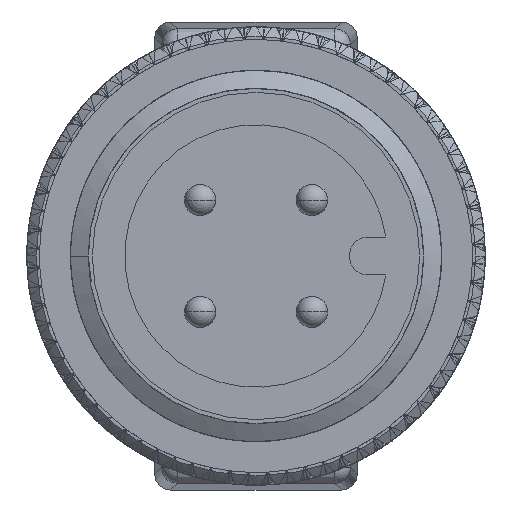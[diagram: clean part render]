
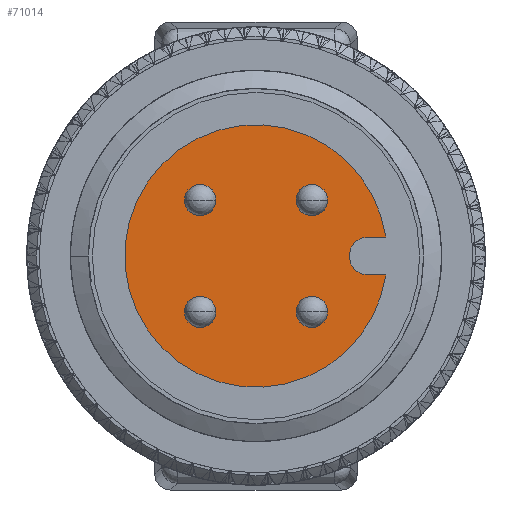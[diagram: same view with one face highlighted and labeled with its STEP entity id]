
A CAD part, left-side view. The second image highlights one B-rep face of the part: STEP entity #71014.
In plain terms, the highlighted planar face has unit normal (-1, 0, 0).
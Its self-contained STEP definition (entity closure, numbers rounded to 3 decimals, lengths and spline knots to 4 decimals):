
#22901=CARTESIAN_POINT('',(-285.1,0.,0.));
#22902=DIRECTION('',(-1.,0.,0.));
#22903=DIRECTION('',(0.,-0.989,0.145));
#22904=AXIS2_PLACEMENT_3D('',#22901,#22902,#22903);
#22919=CARTESIAN_POINT('',(-285.1,-3.55,0.));
#22920=DIRECTION('',(-1.,0.,0.));
#22921=DIRECTION('',(0.,0.,1.));
#22922=AXIS2_PLACEMENT_3D('',#22919,#22920,#22921);
#22924=DIRECTION('',(0.,-1.,0.));
#22925=VECTOR('',#22924,0.5564);
#22926=CARTESIAN_POINT('',(-285.1,-3.55,-0.6));
#22927=LINE('',#22926,#22925);
#22928=DIRECTION('',(0.,1.,0.));
#22929=VECTOR('',#22928,0.5564);
#22930=CARTESIAN_POINT('',(-285.1,-4.1064,0.6));
#22931=LINE('',#22930,#22929);
#22932=CARTESIAN_POINT('',(-285.1,-1.7678,-1.7678));
#22933=DIRECTION('',(1.,0.,0.));
#22934=DIRECTION('',(0.,-1.,0.));
#22935=AXIS2_PLACEMENT_3D('',#22932,#22933,#22934);
#22937=CARTESIAN_POINT('',(-285.1,-1.7678,-1.7678));
#22938=DIRECTION('',(1.,0.,0.));
#22939=DIRECTION('',(0.,1.,0.));
#22940=AXIS2_PLACEMENT_3D('',#22937,#22938,#22939);
#22942=CARTESIAN_POINT('',(-285.1,-1.7678,1.7678));
#22943=DIRECTION('',(1.,0.,0.));
#22944=DIRECTION('',(0.,-1.,0.));
#22945=AXIS2_PLACEMENT_3D('',#22942,#22943,#22944);
#22947=CARTESIAN_POINT('',(-285.1,-1.7678,1.7678));
#22948=DIRECTION('',(1.,0.,0.));
#22949=DIRECTION('',(0.,1.,0.));
#22950=AXIS2_PLACEMENT_3D('',#22947,#22948,#22949);
#22952=CARTESIAN_POINT('',(-285.1,1.7678,1.7678));
#22953=DIRECTION('',(1.,0.,0.));
#22954=DIRECTION('',(0.,-1.,0.));
#22955=AXIS2_PLACEMENT_3D('',#22952,#22953,#22954);
#22957=CARTESIAN_POINT('',(-285.1,1.7678,1.7678));
#22958=DIRECTION('',(1.,0.,0.));
#22959=DIRECTION('',(0.,1.,0.));
#22960=AXIS2_PLACEMENT_3D('',#22957,#22958,#22959);
#22962=CARTESIAN_POINT('',(-285.1,1.7678,-1.7678));
#22963=DIRECTION('',(1.,0.,0.));
#22964=DIRECTION('',(0.,-1.,0.));
#22965=AXIS2_PLACEMENT_3D('',#22962,#22963,#22964);
#22967=CARTESIAN_POINT('',(-285.1,1.7678,-1.7678));
#22968=DIRECTION('',(1.,0.,0.));
#22969=DIRECTION('',(0.,1.,0.));
#22970=AXIS2_PLACEMENT_3D('',#22967,#22968,#22969);
#32312=CARTESIAN_POINT('',(-285.1,-4.1064,0.6));
#32314=VERTEX_POINT('',#32312);
#32315=CARTESIAN_POINT('',(-285.1,-3.55,0.6));
#32316=CARTESIAN_POINT('',(-285.1,-3.55,-0.6));
#32317=VERTEX_POINT('',#32315);
#32318=VERTEX_POINT('',#32316);
#32319=CARTESIAN_POINT('',(-285.1,-4.1064,-0.6));
#32320=VERTEX_POINT('',#32319);
#32329=CARTESIAN_POINT('',(-285.1,-2.2678,-1.7678));
#32330=CARTESIAN_POINT('',(-285.1,-1.2678,-1.7678));
#32331=VERTEX_POINT('',#32329);
#32332=VERTEX_POINT('',#32330);
#32339=CARTESIAN_POINT('',(-285.1,-2.2678,1.7678));
#32340=CARTESIAN_POINT('',(-285.1,-1.2678,1.7678));
#32341=VERTEX_POINT('',#32339);
#32342=VERTEX_POINT('',#32340);
#32349=CARTESIAN_POINT('',(-285.1,1.2678,1.7678));
#32350=CARTESIAN_POINT('',(-285.1,2.2678,1.7678));
#32351=VERTEX_POINT('',#32349);
#32352=VERTEX_POINT('',#32350);
#32359=CARTESIAN_POINT('',(-285.1,1.2678,-1.7678));
#32360=CARTESIAN_POINT('',(-285.1,2.2678,-1.7678));
#32361=VERTEX_POINT('',#32359);
#32362=VERTEX_POINT('',#32360);
#70976=CARTESIAN_POINT('',(-285.1,0.,0.));
#70977=DIRECTION('',(1.,0.,0.));
#70978=DIRECTION('',(0.,-1.,0.));
#70979=AXIS2_PLACEMENT_3D('',#70976,#70977,#70978);
#70980=PLANE('',#70979);
#70982=ORIENTED_EDGE('',*,*,#70981,.T.);
#70984=ORIENTED_EDGE('',*,*,#70983,.T.);
#70985=ORIENTED_EDGE('',*,*,#70966,.F.);
#70987=ORIENTED_EDGE('',*,*,#70986,.T.);
#70988=EDGE_LOOP('',(#70982,#70984,#70985,#70987));
#70989=FACE_OUTER_BOUND('',#70988,.F.);
#70991=ORIENTED_EDGE('',*,*,#70990,.F.);
#70993=ORIENTED_EDGE('',*,*,#70992,.F.);
#70994=EDGE_LOOP('',(#70991,#70993));
#70995=FACE_BOUND('',#70994,.F.);
#70997=ORIENTED_EDGE('',*,*,#70996,.F.);
#70999=ORIENTED_EDGE('',*,*,#70998,.F.);
#71000=EDGE_LOOP('',(#70997,#70999));
#71001=FACE_BOUND('',#71000,.F.);
#71003=ORIENTED_EDGE('',*,*,#71002,.F.);
#71005=ORIENTED_EDGE('',*,*,#71004,.F.);
#71006=EDGE_LOOP('',(#71003,#71005));
#71007=FACE_BOUND('',#71006,.F.);
#71009=ORIENTED_EDGE('',*,*,#71008,.F.);
#71011=ORIENTED_EDGE('',*,*,#71010,.F.);
#71012=EDGE_LOOP('',(#71009,#71011));
#71013=FACE_BOUND('',#71012,.F.);
#71014=ADVANCED_FACE('',(#70989,#70995,#71001,#71007,#71013),#70980,.F.);
#22905=CIRCLE('',#22904,4.15);
#22923=CIRCLE('',#22922,0.6);
#22936=CIRCLE('',#22935,0.5);
#22941=CIRCLE('',#22940,0.5);
#22946=CIRCLE('',#22945,0.5);
#22951=CIRCLE('',#22950,0.5);
#22956=CIRCLE('',#22955,0.5);
#22961=CIRCLE('',#22960,0.5);
#22966=CIRCLE('',#22965,0.5);
#22971=CIRCLE('',#22970,0.5);
#70966=EDGE_CURVE('',#32314,#32320,#22905,.T.);
#70981=EDGE_CURVE('',#32317,#32318,#22923,.T.);
#70983=EDGE_CURVE('',#32318,#32320,#22927,.T.);
#70986=EDGE_CURVE('',#32314,#32317,#22931,.T.);
#70990=EDGE_CURVE('',#32331,#32332,#22936,.T.);
#70992=EDGE_CURVE('',#32332,#32331,#22941,.T.);
#70996=EDGE_CURVE('',#32341,#32342,#22946,.T.);
#70998=EDGE_CURVE('',#32342,#32341,#22951,.T.);
#71002=EDGE_CURVE('',#32351,#32352,#22956,.T.);
#71004=EDGE_CURVE('',#32352,#32351,#22961,.T.);
#71008=EDGE_CURVE('',#32361,#32362,#22966,.T.);
#71010=EDGE_CURVE('',#32362,#32361,#22971,.T.);
